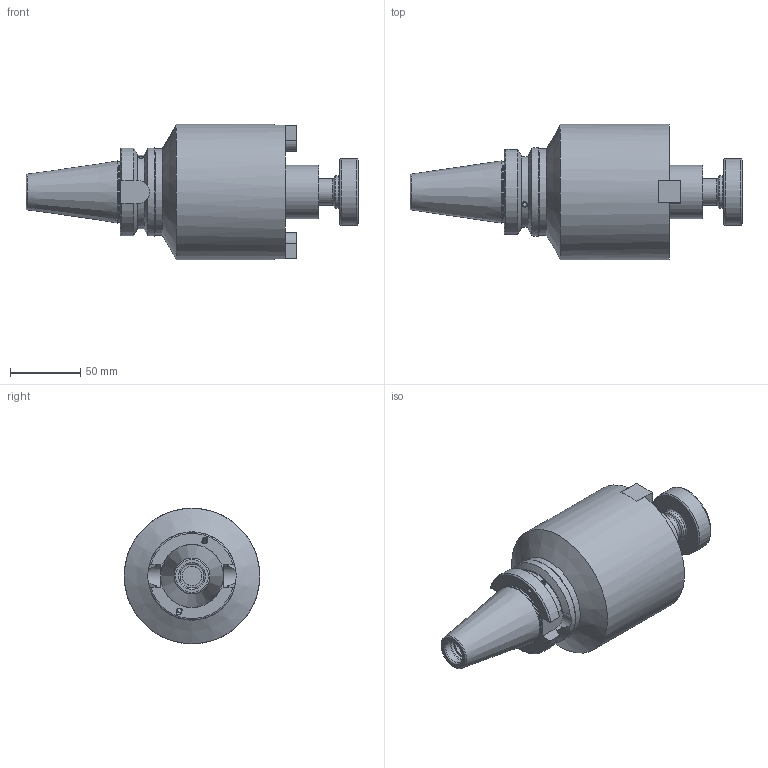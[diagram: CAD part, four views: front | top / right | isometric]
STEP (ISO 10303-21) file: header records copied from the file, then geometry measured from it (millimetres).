
FILE_DESCRIPTION(/* description */ ('','CAx-IF Rec.Pracs.---Representation and Presentation of Product Manufacturing Information (PMI)---4.0---2014-10-13'),/* implementation_level */ '2;1');
FILE_NAME(/* name */ 'EH321B.stp',/* time_stamp */ '2025-04-01T07:58:06+09:00',/* author */ ('eos'),/* organization */ (''),/* preprocessor_version */ 'ST-DEVELOPER v20',/* originating_system */ 'Autodesk Inventor 2025',/* authorisation */ '');
FILE_SCHEMA (('AP242_MANAGED_MODEL_BASED_3D_ENGINEERING_MIM_LF { 1 0 10303 442 1 1 4 }'));
Length unit declared in the file: millimetre
Products named in the file (5): LO-BT40ADB-SMA38.1-119.888; BT40; SMA27-DRIV EKEY-SECO; HEX' WRENCH BOLT-UNC1_4-20x5_8L; COLLAR BOLT-UNF3_4-16x47L
Assembly tree (4 placements, depth 2):
  LO-BT40ADB-SMA38.1-119.888
    BT40
    SMA27-DRIV EKEY-SECO  x2
    COLLAR BOLT-UNF3_4-16x47L
  HEX' WRENCH BOLT-UNC1_4-20x5_8L
Bounding box: 237.12 x 96.85 x 96.85 mm (x, y, z)
Volume: 796881 mm3; surface area: 81004 mm2
Topology: 6 solids, 6 shells, 151 faces, 370 edges, 240 vertices
Faces by surface type: plane 71, cylinder 46, cone 19, torus 15
Full cylindrical faces by diameter (mm): 3.242 x8, 4 x4, 4.978 x2, 6.35 x2, 6.6 x2, 9.525 x2, 10.3 x2, 13.835 x1, 15.875 x1, 17 x1, 17.323 x1, 17.6 x1, 19.05 x1, 23 x1, 24 x1, 38.1 x1, 44 x1, 47.7 x1, 62 x1, 63 x1, 96.85 x1
Entity records: 5257 total; most frequent: CARTESIAN_POINT 1297, DIRECTION 813, ORIENTED_EDGE 620, AXIS2_PLACEMENT_3D 338, EDGE_CURVE 310, VERTEX_POINT 204, STYLED_ITEM 175, EDGE_LOOP 152
